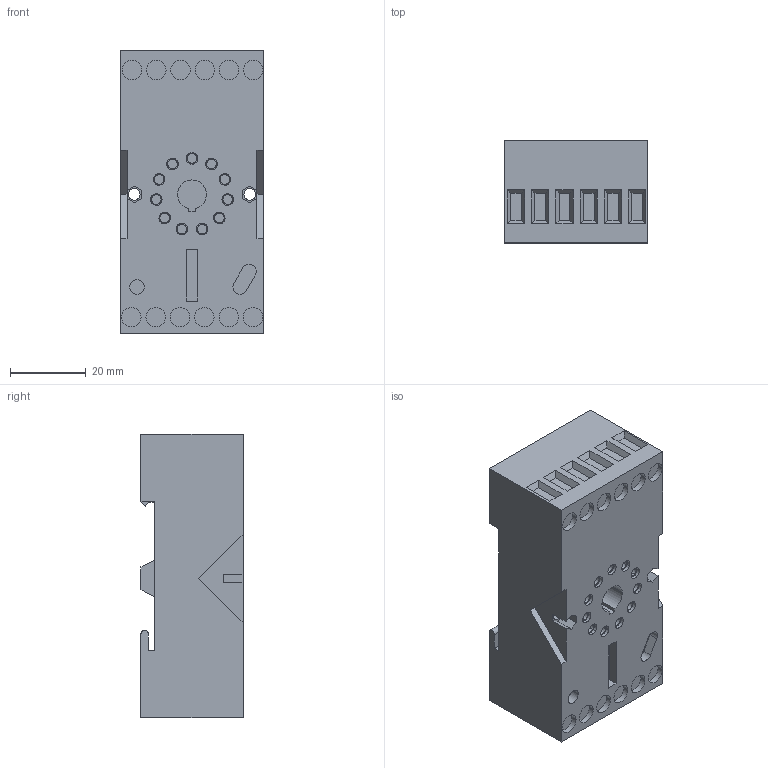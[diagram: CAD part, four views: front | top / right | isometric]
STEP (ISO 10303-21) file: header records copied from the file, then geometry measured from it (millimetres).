
FILE_DESCRIPTION(('STEP AP242'),'1');
FILE_NAME('ruzc3m.stp','2018-12-15T11:43:27',('TraceParts'),('TraceParts S.A.'),'Spatial InterOp 3D',' ',' ');
FILE_SCHEMA(('AP242_MANAGED_MODEL_BASED_3D_ENGINEERING_MIM_LF {1 0 10303 442 1 1 4}'));
Length unit declared in the file: millimetre
Products named in the file (1): ruzc3m
Bounding box: 37.85 x 26.92 x 74.93 mm (x, y, z)
Volume: 68397.8 mm3; surface area: 15131.4 mm2
Topology: 1 solids, 1 shells, 227 faces, 520 edges, 346 vertices
Faces by surface type: plane 147, cylinder 80
Entity records: 8266 total; most frequent: DIRECTION 1136, CARTESIAN_POINT 1094, ORIENTED_EDGE 1040, EDGE_CURVE 520, AXIS2_PLACEMENT_3D 388, LINE 360, VECTOR 360, VERTEX_POINT 346
